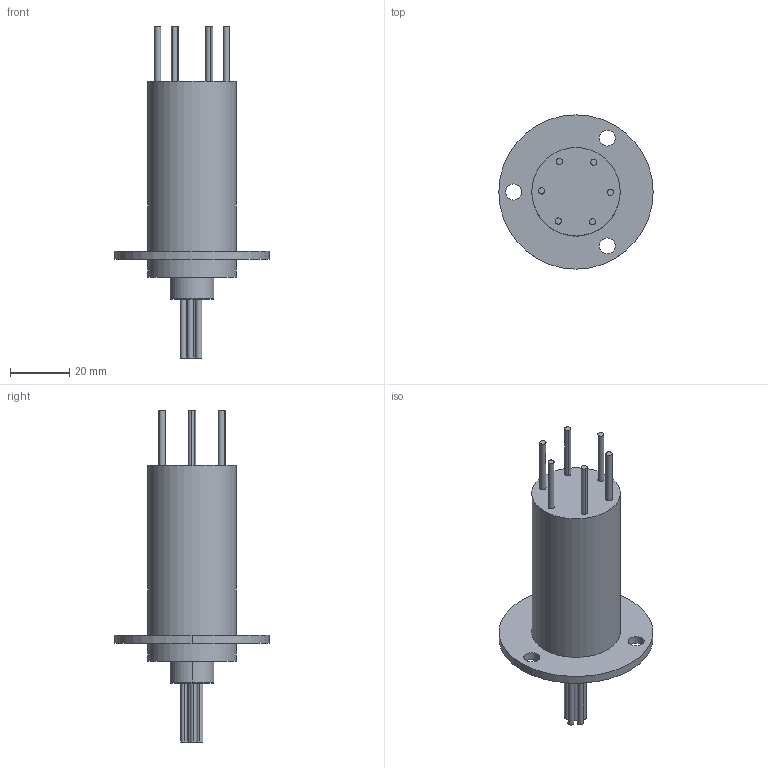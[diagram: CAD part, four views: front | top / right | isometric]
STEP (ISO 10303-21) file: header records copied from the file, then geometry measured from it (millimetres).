
FILE_DESCRIPTION(/* description */ (''),/* implementation_level */ '2;1');
FILE_NAME(/* name */ '',/* time_stamp */ '2020-07-09T15:29:43+08:00',/* author */ (''),/* organization */ (''),/* preprocessor_version */ 'ST-DEVELOPER v15',/* originating_system */ 'SIEMENS PLM Software NX 8.5',/* authorisation */ '');
FILE_SCHEMA (('AUTOMOTIVE_DESIGN { 1 0 10303 214 3 1 1 1 }'));
Length unit declared in the file: millimetre
Products named in the file (1): MW1610_N3202__stp
Bounding box: 52 x 52 x 111.9 mm (x, y, z)
Volume: 51882.5 mm3; surface area: 12732.2 mm2
Topology: 7 solids, 7 shells, 69 faces, 129 edges, 86 vertices
Faces by surface type: cylinder 41, plane 26, torus 2
Full cylindrical faces by diameter (mm): 15.3 x1, 29.8 x2
Entity records: 1802 total; most frequent: DIRECTION 350, CARTESIAN_POINT 278, ORIENTED_EDGE 248, AXIS2_PLACEMENT_3D 156, EDGE_CURVE 124, EDGE_LOOP 90, CIRCLE 86, VERTEX_POINT 84
